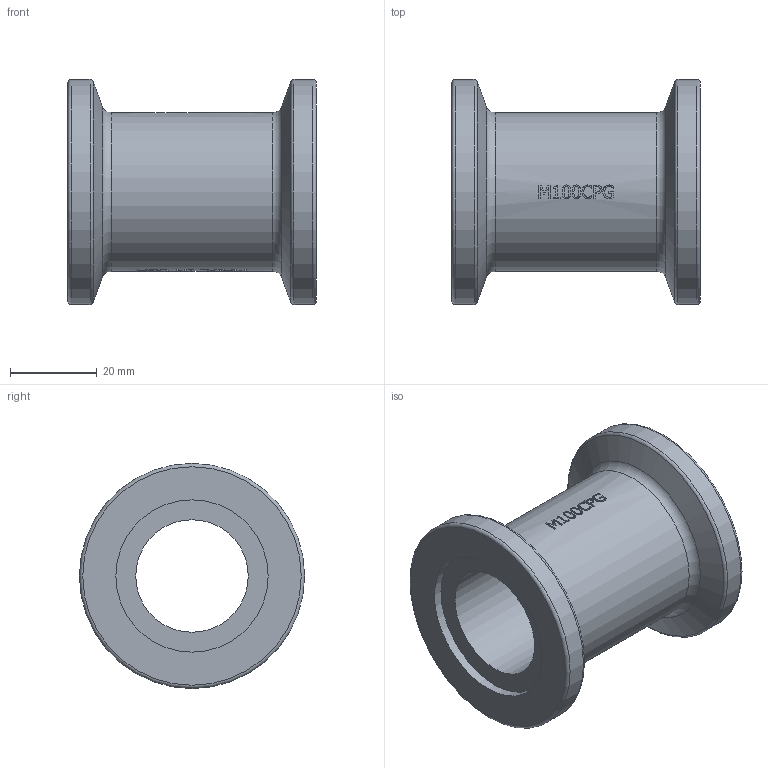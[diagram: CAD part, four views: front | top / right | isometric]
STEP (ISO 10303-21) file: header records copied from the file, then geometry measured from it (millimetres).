
FILE_DESCRIPTION((''),'2;1');
FILE_NAME('M100CPG.stp','2013-03-04T09:44:09',('areid'),(''),'Autodesk Inventor 2013','Autodesk Inventor 2013','');
FILE_SCHEMA(('AUTOMOTIVE_DESIGN { 1 0 10303 214 1 1 1 1 }'));
Length unit declared in the file: inch
Products named in the file (1): M100CPG
Bounding box: 57.15 x 51.82 x 51.82 mm (x, y, z)
Volume: 42770.6 mm3; surface area: 16581.3 mm2
Topology: 1 solids, 1 shells, 342 faces, 911 edges, 604 vertices
Faces by surface type: plane 169, bspline 128, cylinder 37, torus 6, cone 2
Full cylindrical faces by diameter (mm): 25.908 x1, 35.052 x2, 36.576 x1, 51.816 x2
Entity records: 12799 total; most frequent: CARTESIAN_POINT 4988, ORIENTED_EDGE 1794, DIRECTION 1265, EDGE_CURVE 897, VERTEX_POINT 604, VECTOR 447, LINE 447, AXIS2_PLACEMENT_3D 409
